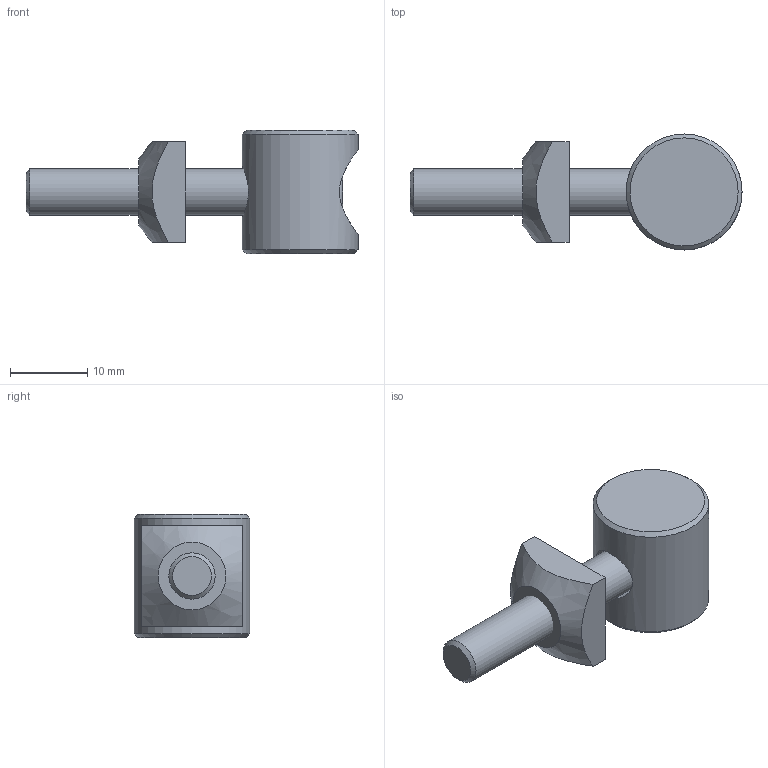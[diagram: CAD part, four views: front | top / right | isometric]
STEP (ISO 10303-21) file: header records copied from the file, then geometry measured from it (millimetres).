
FILE_DESCRIPTION(('STEP AP203'),'2;1');
FILE_NAME('30.100.00.stp','2011-03-21T16:20:30',(''),(''),'2009.3.110','THINKDESIGN','');
FILE_SCHEMA(('CONFIG_CONTROL_DESIGN'));
Length unit declared in the file: millimetre
Bounding box: 43 x 15 x 16 mm (x, y, z)
Volume: 3942.8 mm3; surface area: 3059.9 mm2
Topology: 3 solids, 3 shells, 30 faces, 77 edges, 55 vertices
Faces by surface type: plane 19, cylinder 6, bspline 5
Full cylindrical faces by diameter (mm): 5 x1, 6 x1, 6.75 x1, 10 x1, 11 x1, 15 x1
Entity records: 1212 total; most frequent: CARTESIAN_POINT 375, ORIENTED_EDGE 154, DIRECTION 149, EDGE_CURVE 77, AXIS2_PLACEMENT_3D 56, VERTEX_POINT 55, VECTOR 37, LINE 37
